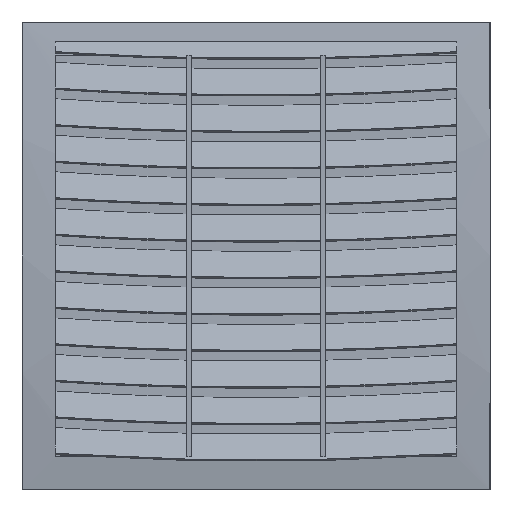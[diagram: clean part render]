
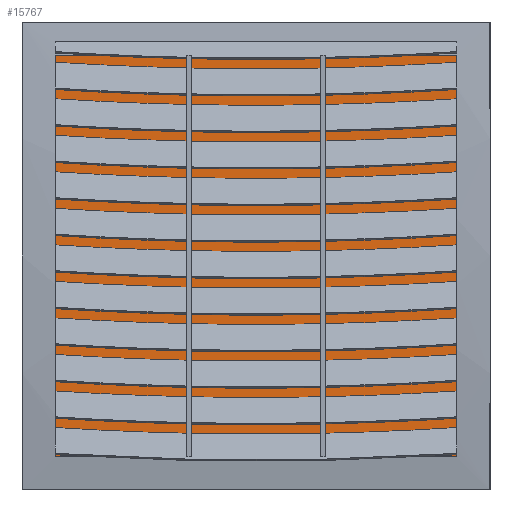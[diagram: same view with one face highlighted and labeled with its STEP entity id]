
A CAD part, front view. The second image highlights one B-rep face of the part: STEP entity #15767.
In plain terms, the highlighted planar face has unit normal (0, -1, 0).
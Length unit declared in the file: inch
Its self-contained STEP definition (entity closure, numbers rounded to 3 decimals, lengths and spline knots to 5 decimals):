
#2185 = CARTESIAN_POINT ( 'NONE',  ( -5.44193, 0., 5.44193 ) ) ;
#2662 = VERTEX_POINT ( 'NONE', #8947 ) ;
#3046 = VECTOR ( 'NONE', #6074, 39.37008 ) ;
#3786 = PLANE ( 'NONE',  #10593 ) ;
#4119 = LINE ( 'NONE', #6999, #14613 ) ;
#4978 = CARTESIAN_POINT ( 'NONE',  ( -5.44193, 0., -5.44193 ) ) ;
#5106 = DIRECTION ( 'NONE',  ( -1., 0., 0. ) ) ;
#5817 = FACE_OUTER_BOUND ( 'NONE', #7088, .T. ) ;
#5825 = ORIENTED_EDGE ( 'NONE', *, *, #8574, .T. ) ;
#6074 = DIRECTION ( 'NONE',  ( 1., 0., 0. ) ) ;
#6136 = CARTESIAN_POINT ( 'NONE',  ( 5.44193, 0., -5.44193 ) ) ;
#6157 = DIRECTION ( 'NONE',  ( 0., 0., -1. ) ) ;
#6999 = CARTESIAN_POINT ( 'NONE',  ( -5.44193, 0., 5.44193 ) ) ;
#7088 = EDGE_LOOP ( 'NONE', ( #5825, #15475, #15327, #18864 ) ) ;
#7194 = VECTOR ( 'NONE', #6157, 39.37008 ) ;
#7491 = EDGE_CURVE ( 'NONE', #18891, #2662, #12146, .T. ) ;
#7830 = VECTOR ( 'NONE', #8330, 39.37008 ) ;
#8330 = DIRECTION ( 'NONE',  ( 0., 0., 1. ) ) ;
#8574 = EDGE_CURVE ( 'NONE', #14924, #18891, #15239, .T. ) ;
#8947 = CARTESIAN_POINT ( 'NONE',  ( 5.44193, 0., 5.44193 ) ) ;
#10593 = AXIS2_PLACEMENT_3D ( 'NONE', #12790, #17352, #5106 ) ;
#11750 = DIRECTION ( 'NONE',  ( -1., 0., 0. ) ) ;
#12138 = CARTESIAN_POINT ( 'NONE',  ( 5.44193, 0., -5.44193 ) ) ;
#12146 = LINE ( 'NONE', #13054, #7830 ) ;
#12790 = CARTESIAN_POINT ( 'NONE',  ( 0., 0., 0. ) ) ;
#13054 = CARTESIAN_POINT ( 'NONE',  ( 5.44193, 0., 0. ) ) ;
#14613 = VECTOR ( 'NONE', #11750, 39.37008 ) ;
#14924 = VERTEX_POINT ( 'NONE', #4978 ) ;
#15239 = LINE ( 'NONE', #6136, #3046 ) ;
#15327 = ORIENTED_EDGE ( 'NONE', *, *, #16480, .T. ) ;
#15475 = ORIENTED_EDGE ( 'NONE', *, *, #7491, .T. ) ;
#15501 = CARTESIAN_POINT ( 'NONE',  ( -5.44193, 0., -5.44193 ) ) ;
#15767 = ADVANCED_FACE ( 'NONE', ( #5817 ), #3786, .F. ) ;
#16215 = EDGE_CURVE ( 'NONE', #19621, #14924, #18721, .T. ) ;
#16480 = EDGE_CURVE ( 'NONE', #2662, #19621, #4119, .T. ) ;
#17352 = DIRECTION ( 'NONE',  ( 0., 1., 0. ) ) ;
#18721 = LINE ( 'NONE', #15501, #7194 ) ;
#18864 = ORIENTED_EDGE ( 'NONE', *, *, #16215, .T. ) ;
#18891 = VERTEX_POINT ( 'NONE', #12138 ) ;
#19621 = VERTEX_POINT ( 'NONE', #2185 ) ;
